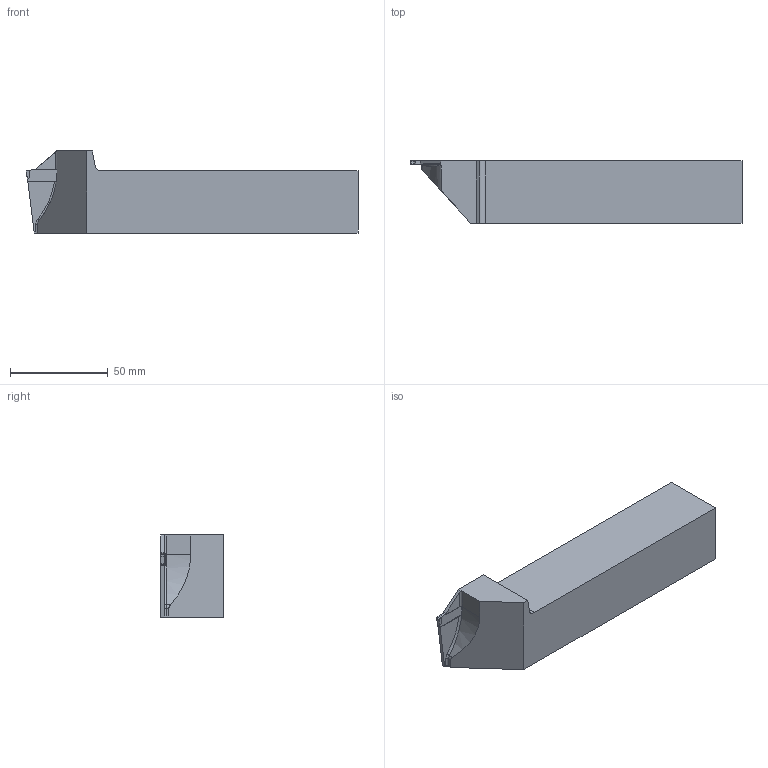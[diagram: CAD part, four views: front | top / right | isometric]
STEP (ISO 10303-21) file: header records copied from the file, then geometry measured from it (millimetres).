
FILE_DESCRIPTION(/* description */ (''),/* implementation_level */ '2;1');
FILE_NAME(/* name */ 'ADKT-I-L-3232-2-T15.stp',/* time_stamp */ '2023-10-18T15:54:04+03:00',/* author */ (''),/* organization */ (''),/* preprocessor_version */ 'ST-DEVELOPER v19.4',/* originating_system */ 'SIEMENS PLM Software NX2306.3001',/* authorisation */ '');
FILE_SCHEMA (('AUTOMOTIVE_DESIGN { 1 0 10303 214 3 1 1 1 }'));
Length unit declared in the file: millimetre
Products named in the file (1): ADKT-I-R-3232-2-T15
Bounding box: 169.98 x 32.19 x 42 mm (x, y, z)
Volume: 160578.3 mm3; surface area: 23285.4 mm2
Topology: 2 solids, 2 shells, 78 faces, 213 edges, 139 vertices
Faces by surface type: plane 54, cylinder 22, torus 2
Entity records: 3044 total; most frequent: CARTESIAN_POINT 458, ORIENTED_EDGE 426, DIRECTION 412, EDGE_CURVE 213, LINE 162, VECTOR 162, VERTEX_POINT 139, AXIS2_PLACEMENT_3D 125
